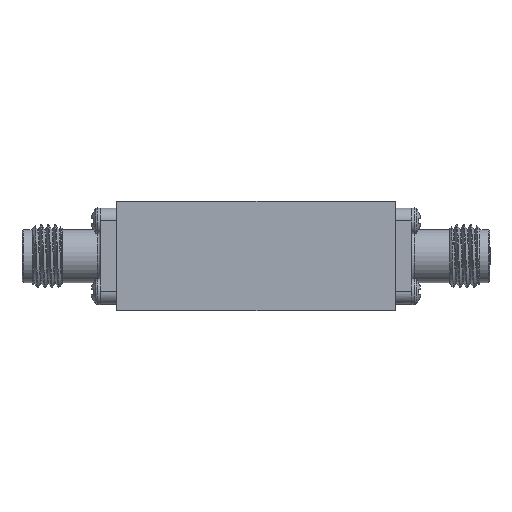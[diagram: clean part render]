
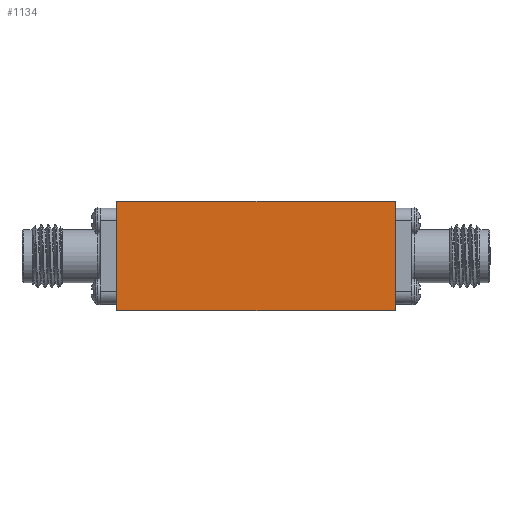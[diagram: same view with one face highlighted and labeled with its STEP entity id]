
A CAD part, front view. The second image highlights one B-rep face of the part: STEP entity #1134.
In plain terms, the highlighted planar face has unit normal (0, -1, 0).
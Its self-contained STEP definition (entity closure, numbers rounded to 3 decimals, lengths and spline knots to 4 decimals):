
#297 = EDGE_CURVE ( 'NONE', #8467, #726, #9284, .T. ) ;
#726 = VERTEX_POINT ( 'NONE', #11422 ) ;
#1134 = ADVANCED_FACE ( 'NONE', ( #27633 ), #22810, .F. ) ;
#2592 = EDGE_CURVE ( 'NONE', #12552, #726, #9154, .T. ) ;
#5201 = VECTOR ( 'NONE', #29537, 39.3701 ) ;
#5344 = DIRECTION ( 'NONE',  ( 0., 1., 0. ) ) ;
#6064 = DIRECTION ( 'NONE',  ( 0., 0., -1. ) ) ;
#7124 = ORIENTED_EDGE ( 'NONE', *, *, #2592, .F. ) ;
#7327 = EDGE_CURVE ( 'NONE', #11615, #8467, #29184, .T. ) ;
#7524 = EDGE_LOOP ( 'NONE', ( #11062, #7124, #13666, #14902 ) ) ;
#8467 = VERTEX_POINT ( 'NONE', #30804 ) ;
#9154 = LINE ( 'NONE', #19133, #32093 ) ;
#9284 = LINE ( 'NONE', #31428, #9933 ) ;
#9933 = VECTOR ( 'NONE', #28917, 39.3701 ) ;
#11062 = ORIENTED_EDGE ( 'NONE', *, *, #297, .T. ) ;
#11422 = CARTESIAN_POINT ( 'NONE',  ( 0.5512, -0.2953, -0.2165 ) ) ;
#11489 = DIRECTION ( 'NONE',  ( 0., 0., -1. ) ) ;
#11615 = VERTEX_POINT ( 'NONE', #32929 ) ;
#12499 = DIRECTION ( 'NONE',  ( 0., 0., 1. ) ) ;
#12552 = VERTEX_POINT ( 'NONE', #15459 ) ;
#12832 = CARTESIAN_POINT ( 'NONE',  ( -0.5512, -0.2953, 0.2165 ) ) ;
#13666 = ORIENTED_EDGE ( 'NONE', *, *, #25001, .F. ) ;
#14531 = AXIS2_PLACEMENT_3D ( 'NONE', #12832, #5344, #12499 ) ;
#14902 = ORIENTED_EDGE ( 'NONE', *, *, #7327, .T. ) ;
#15459 = CARTESIAN_POINT ( 'NONE',  ( 0.5512, -0.2953, 0.2165 ) ) ;
#19133 = CARTESIAN_POINT ( 'NONE',  ( 0.5512, -0.2953, 0.2165 ) ) ;
#21853 = CARTESIAN_POINT ( 'NONE',  ( -0.5512, -0.2953, 0.2165 ) ) ;
#22810 = PLANE ( 'NONE',  #14531 ) ;
#23731 = VECTOR ( 'NONE', #6064, 39.3701 ) ;
#23883 = CARTESIAN_POINT ( 'NONE',  ( -0.5512, -0.2953, 0.2165 ) ) ;
#24376 = LINE ( 'NONE', #23883, #5201 ) ;
#25001 = EDGE_CURVE ( 'NONE', #11615, #12552, #24376, .T. ) ;
#27633 = FACE_OUTER_BOUND ( 'NONE', #7524, .T. ) ;
#28917 = DIRECTION ( 'NONE',  ( 1., 0., 0. ) ) ;
#29184 = LINE ( 'NONE', #21853, #23731 ) ;
#29537 = DIRECTION ( 'NONE',  ( 1., 0., 0. ) ) ;
#30804 = CARTESIAN_POINT ( 'NONE',  ( -0.5512, -0.2953, -0.2165 ) ) ;
#31428 = CARTESIAN_POINT ( 'NONE',  ( -0.5512, -0.2953, -0.2165 ) ) ;
#32093 = VECTOR ( 'NONE', #11489, 39.3701 ) ;
#32929 = CARTESIAN_POINT ( 'NONE',  ( -0.5512, -0.2953, 0.2165 ) ) ;
